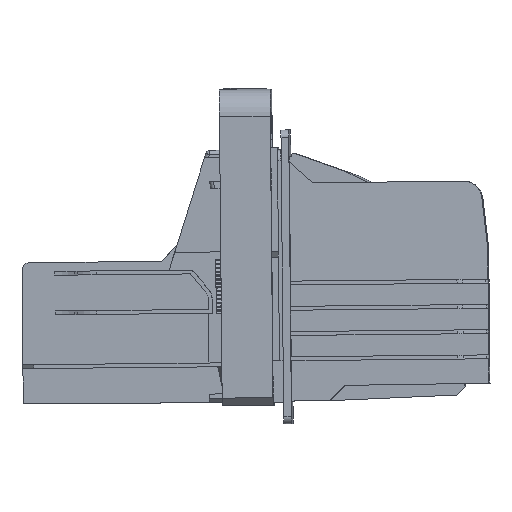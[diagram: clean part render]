
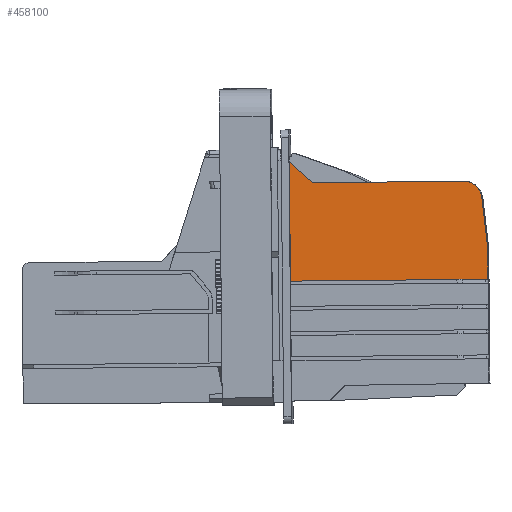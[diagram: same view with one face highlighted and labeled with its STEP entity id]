
A CAD part, left-side view. The second image highlights one B-rep face of the part: STEP entity #458100.
In plain terms, the highlighted face is planar.
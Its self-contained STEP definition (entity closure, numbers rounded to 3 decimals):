
#324380=CARTESIAN_POINT('',(35.709,92.932,
25.08));
#324390=VERTEX_POINT('',#324380);
#324420=CARTESIAN_POINT('',(33.28,52.643,
25.682));
#324430=DIRECTION('',(0.06,0.998,
-0.015));
#324440=VECTOR('',#324430,1.);
#324450=LINE('',#324420,#324440);
#324460=CARTESIAN_POINT('',(33.863,62.311,
25.538));
#324470=VERTEX_POINT('',#324460);
#324480=EDGE_CURVE('',#324470,#324390,#324450,.T.);
#443130=CARTESIAN_POINT('',(41.737,87.182,
25.138));
#443140=VERTEX_POINT('',#443130);
#443170=CARTESIAN_POINT('',(41.797,88.181,
25.123));
#443180=DIRECTION('',(0.004,0.015,
1.));
#443190=DIRECTION('',(0.286,0.958,
-0.015));
#443200=AXIS2_PLACEMENT_3D('',#443170,#443180,#443190);
#443210=ELLIPSE('',#443200,1.,1.);
#443220=CARTESIAN_POINT('',(41.085,87.479,
25.136));
#443230=VERTEX_POINT('',#443220);
#443240=EDGE_CURVE('',#443230,#443140,#443210,.T.);
#443490=CARTESIAN_POINT('',(69.455,58.699,
25.435));
#443500=DIRECTION('',(-0.702,0.712,
-0.007));
#443510=VECTOR('',#443500,1.);
#443520=LINE('',#443490,#443510);
#443530=EDGE_CURVE('',#443230,#324390,#443520,.T.);
#456540=CARTESIAN_POINT('',(69.557,60.159,
25.413));
#456550=DIRECTION('',(-0.998,0.06,
0.003));
#456560=VECTOR('',#456550,1.);
#456570=LINE('',#456540,#456560);
#456580=CARTESIAN_POINT('',(84.67,59.247,
25.36));
#456590=VERTEX_POINT('',#456580);
#456600=EDGE_CURVE('',#456590,#324470,#456570,.T.);
#457430=CARTESIAN_POINT('',(80.504,84.845,
25.002));
#457440=VERTEX_POINT('',#457430);
#457470=CARTESIAN_POINT('',(71.322,85.398,
25.034));
#457480=DIRECTION('',(0.998,-0.06,
-0.003));
#457490=VECTOR('',#457480,1.);
#457500=LINE('',#457470,#457490);
#457510=EDGE_CURVE('',#443140,#457440,#457500,.T.);
#457660=CARTESIAN_POINT('',(85.027,65.738,
25.263));
#457670=DIRECTION('',(0.004,0.015,
1.));
#457680=DIRECTION('',(0.06,0.998,
-0.015));
#457690=AXIS2_PLACEMENT_3D('',#457660,#457670,#457680);
#457700=PLANE('',#457690);
#457710=CARTESIAN_POINT('',(86.021,48.955,
25.505));
#457720=DIRECTION('',(0.047,-0.999,
0.014));
#457730=VECTOR('',#457720,1.);
#457740=LINE('',#457710,#457730);
#457750=CARTESIAN_POINT('',(84.524,80.958,
25.042));
#457760=VERTEX_POINT('',#457750);
#457770=CARTESIAN_POINT('',(85.16,67.366,
25.239));
#457780=VERTEX_POINT('',#457770);
#457790=EDGE_CURVE('',#457760,#457780,#457740,.T.);
#457800=ORIENTED_EDGE('',*,*,#457790,.F.);
#457810=CARTESIAN_POINT('',(84.058,49.092,
25.512));
#457820=DIRECTION('',(-0.06,-0.998,
0.015));
#457830=VECTOR('',#457820,1.);
#457840=LINE('',#457810,#457830);
#457850=EDGE_CURVE('',#457780,#456590,#457840,.T.);
#457860=ORIENTED_EDGE('',*,*,#457850,.F.);
#457870=ORIENTED_EDGE('',*,*,#456600,.F.);
#457880=ORIENTED_EDGE('',*,*,#324480,.F.);
#457890=ORIENTED_EDGE('',*,*,#443530,.T.);
#457900=ORIENTED_EDGE('',*,*,#443240,.F.);
#457910=ORIENTED_EDGE('',*,*,#457510,.F.);
#457920=CARTESIAN_POINT('',(80.161,79.155,
25.087));
#457930=DIRECTION('',(0.004,0.015,
1.));
#457940=DIRECTION('',(0.286,0.958,
-0.015));
#457950=AXIS2_PLACEMENT_3D('',#457920,#457930,#457940);
#457960=ELLIPSE('',#457950,5.701,5.7);
#457970=CARTESIAN_POINT('',(81.209,84.758,
25.));
#457980=VERTEX_POINT('',#457970);
#457990=EDGE_CURVE('',#457980,#457440,#457960,.T.);
#458000=ORIENTED_EDGE('',*,*,#457990,.T.);
#458010=CARTESIAN_POINT('',(79.226,79.681,
25.084));
#458020=DIRECTION('',(0.004,0.015,
1.));
#458030=DIRECTION('',(0.286,0.958,
-0.015));
#458040=AXIS2_PLACEMENT_3D('',#458010,#458020,#458030);
#458050=ELLIPSE('',#458040,5.451,5.45);
#458060=EDGE_CURVE('',#457760,#457980,#458050,.T.);
#458070=ORIENTED_EDGE('',*,*,#458060,.T.);
#458080=EDGE_LOOP('',(#458070,#458000,#457910,#457900,#457890,#457880,
#457870,#457860,#457800));
#458090=FACE_OUTER_BOUND('',#458080,.T.);
#458100=ADVANCED_FACE('',(#458090),#457700,.T.);
